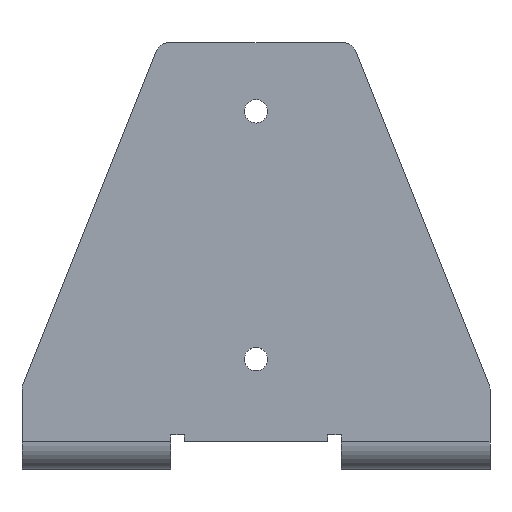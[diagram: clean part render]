
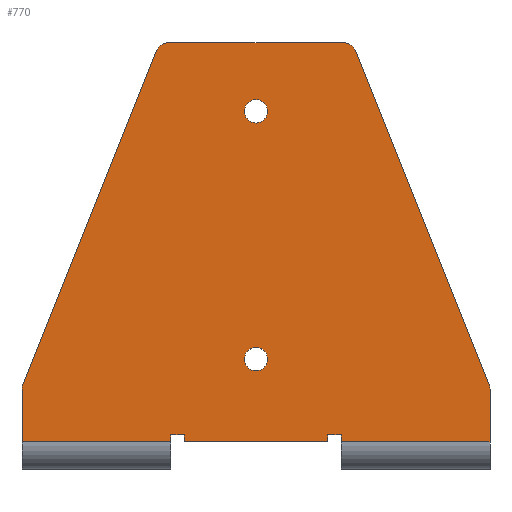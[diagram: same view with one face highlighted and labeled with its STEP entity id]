
A CAD part, top view. The second image highlights one B-rep face of the part: STEP entity #770.
In plain terms, the highlighted planar face has unit normal (0, 0, 1).
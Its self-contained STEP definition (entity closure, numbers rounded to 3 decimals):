
#15=FACE_BOUND('',#97,.T.);
#16=FACE_BOUND('',#98,.T.);
#23=PLANE('',#836);
#52=FACE_OUTER_BOUND('',#96,.T.);
#96=EDGE_LOOP('',(#529,#530,#531,#532,#533,#534,#535,#536,#537,#538,#539,
#540,#541,#542,#543,#544,#545,#546));
#97=EDGE_LOOP('',(#547,#548));
#98=EDGE_LOOP('',(#549,#550));
#149=LINE('',#1165,#227);
#150=LINE('',#1169,#228);
#151=LINE('',#1173,#229);
#152=LINE('',#1177,#230);
#153=LINE('',#1179,#231);
#154=LINE('',#1181,#232);
#155=LINE('',#1183,#233);
#156=LINE('',#1185,#234);
#157=LINE('',#1187,#235);
#158=LINE('',#1189,#236);
#159=LINE('',#1191,#237);
#160=LINE('',#1193,#238);
#161=LINE('',#1195,#239);
#162=LINE('',#1196,#240);
#227=VECTOR('',#925,10.);
#228=VECTOR('',#928,10.);
#229=VECTOR('',#931,10.);
#230=VECTOR('',#934,10.);
#231=VECTOR('',#935,10.);
#232=VECTOR('',#936,10.);
#233=VECTOR('',#937,10.);
#234=VECTOR('',#938,10.);
#235=VECTOR('',#939,10.);
#236=VECTOR('',#940,10.);
#237=VECTOR('',#941,10.);
#238=VECTOR('',#942,10.);
#239=VECTOR('',#943,10.);
#240=VECTOR('',#944,10.);
#303=CIRCLE('',#834,5.);
#305=CIRCLE('',#837,5.);
#306=CIRCLE('',#838,5.);
#307=CIRCLE('',#839,5.);
#308=CIRCLE('',#840,4.25);
#309=CIRCLE('',#841,4.25);
#310=CIRCLE('',#842,4.25);
#311=CIRCLE('',#843,4.25);
#339=VERTEX_POINT('',#1155);
#340=VERTEX_POINT('',#1156);
#343=VERTEX_POINT('',#1164);
#344=VERTEX_POINT('',#1166);
#345=VERTEX_POINT('',#1168);
#346=VERTEX_POINT('',#1170);
#347=VERTEX_POINT('',#1172);
#348=VERTEX_POINT('',#1174);
#349=VERTEX_POINT('',#1176);
#350=VERTEX_POINT('',#1178);
#351=VERTEX_POINT('',#1180);
#352=VERTEX_POINT('',#1182);
#353=VERTEX_POINT('',#1184);
#354=VERTEX_POINT('',#1186);
#355=VERTEX_POINT('',#1188);
#356=VERTEX_POINT('',#1190);
#357=VERTEX_POINT('',#1192);
#358=VERTEX_POINT('',#1194);
#359=VERTEX_POINT('',#1197);
#360=VERTEX_POINT('',#1198);
#361=VERTEX_POINT('',#1201);
#362=VERTEX_POINT('',#1202);
#411=EDGE_CURVE('',#339,#340,#303,.T.);
#415=EDGE_CURVE('',#339,#343,#149,.T.);
#416=EDGE_CURVE('',#344,#343,#305,.T.);
#417=EDGE_CURVE('',#345,#344,#150,.T.);
#418=EDGE_CURVE('',#346,#345,#306,.T.);
#419=EDGE_CURVE('',#346,#347,#151,.T.);
#420=EDGE_CURVE('',#348,#347,#307,.T.);
#421=EDGE_CURVE('',#349,#348,#152,.T.);
#422=EDGE_CURVE('',#350,#349,#153,.T.);
#423=EDGE_CURVE('',#350,#351,#154,.T.);
#424=EDGE_CURVE('',#351,#352,#155,.T.);
#425=EDGE_CURVE('',#352,#353,#156,.T.);
#426=EDGE_CURVE('',#354,#353,#157,.T.);
#427=EDGE_CURVE('',#354,#355,#158,.T.);
#428=EDGE_CURVE('',#355,#356,#159,.T.);
#429=EDGE_CURVE('',#356,#357,#160,.T.);
#430=EDGE_CURVE('',#358,#357,#161,.T.);
#431=EDGE_CURVE('',#340,#358,#162,.T.);
#432=EDGE_CURVE('',#359,#360,#308,.T.);
#433=EDGE_CURVE('',#360,#359,#309,.T.);
#434=EDGE_CURVE('',#361,#362,#310,.T.);
#435=EDGE_CURVE('',#362,#361,#311,.T.);
#529=ORIENTED_EDGE('',*,*,#411,.F.);
#530=ORIENTED_EDGE('',*,*,#415,.T.);
#531=ORIENTED_EDGE('',*,*,#416,.F.);
#532=ORIENTED_EDGE('',*,*,#417,.F.);
#533=ORIENTED_EDGE('',*,*,#418,.F.);
#534=ORIENTED_EDGE('',*,*,#419,.T.);
#535=ORIENTED_EDGE('',*,*,#420,.F.);
#536=ORIENTED_EDGE('',*,*,#421,.F.);
#537=ORIENTED_EDGE('',*,*,#422,.F.);
#538=ORIENTED_EDGE('',*,*,#423,.T.);
#539=ORIENTED_EDGE('',*,*,#424,.T.);
#540=ORIENTED_EDGE('',*,*,#425,.T.);
#541=ORIENTED_EDGE('',*,*,#426,.F.);
#542=ORIENTED_EDGE('',*,*,#427,.T.);
#543=ORIENTED_EDGE('',*,*,#428,.T.);
#544=ORIENTED_EDGE('',*,*,#429,.T.);
#545=ORIENTED_EDGE('',*,*,#430,.F.);
#546=ORIENTED_EDGE('',*,*,#431,.F.);
#547=ORIENTED_EDGE('',*,*,#432,.T.);
#548=ORIENTED_EDGE('',*,*,#433,.T.);
#549=ORIENTED_EDGE('',*,*,#434,.T.);
#550=ORIENTED_EDGE('',*,*,#435,.T.);
#770=ADVANCED_FACE('',(#52,#15,#16),#23,.T.);
#834=AXIS2_PLACEMENT_3D('',#1157,#917,#918);
#836=AXIS2_PLACEMENT_3D('',#1163,#923,#924);
#837=AXIS2_PLACEMENT_3D('',#1167,#926,#927);
#838=AXIS2_PLACEMENT_3D('',#1171,#929,#930);
#839=AXIS2_PLACEMENT_3D('',#1175,#932,#933);
#840=AXIS2_PLACEMENT_3D('',#1199,#945,#946);
#841=AXIS2_PLACEMENT_3D('',#1200,#947,#948);
#842=AXIS2_PLACEMENT_3D('',#1203,#949,#950);
#843=AXIS2_PLACEMENT_3D('',#1204,#951,#952);
#917=DIRECTION('center_axis',(0.,0.,-1.));
#918=DIRECTION('ref_axis',(0.982,0.189,0.));
#923=DIRECTION('center_axis',(0.,0.,1.));
#924=DIRECTION('ref_axis',(1.,0.,0.));
#925=DIRECTION('',(-0.371,0.928,0.));
#926=DIRECTION('center_axis',(0.,0.,-1.));
#927=DIRECTION('ref_axis',(0.561,0.828,0.));
#928=DIRECTION('',(1.,0.,0.));
#929=DIRECTION('center_axis',(0.,0.,-1.));
#930=DIRECTION('ref_axis',(-0.561,0.828,0.));
#931=DIRECTION('',(-0.371,-0.928,0.));
#932=DIRECTION('center_axis',(0.,0.,-1.));
#933=DIRECTION('ref_axis',(-0.982,0.189,0.));
#934=DIRECTION('',(0.,1.,0.));
#935=DIRECTION('',(-1.,0.,0.));
#936=DIRECTION('',(0.,1.,0.));
#937=DIRECTION('',(1.,0.,0.));
#938=DIRECTION('',(0.,-1.,0.));
#939=DIRECTION('',(-1.,0.,0.));
#940=DIRECTION('',(0.,1.,0.));
#941=DIRECTION('',(1.,0.,0.));
#942=DIRECTION('',(0.,-1.,0.));
#943=DIRECTION('',(-1.,0.,0.));
#944=DIRECTION('',(0.,-1.,0.));
#945=DIRECTION('center_axis',(0.,0.,-1.));
#946=DIRECTION('ref_axis',(1.,0.,0.));
#947=DIRECTION('center_axis',(0.,0.,-1.));
#948=DIRECTION('ref_axis',(1.,0.,0.));
#949=DIRECTION('center_axis',(0.,0.,-1.));
#950=DIRECTION('ref_axis',(1.,0.,0.));
#951=DIRECTION('center_axis',(0.,0.,-1.));
#952=DIRECTION('ref_axis',(1.,0.,0.));
#1155=CARTESIAN_POINT('',(84.642,-51.606,5.));
#1156=CARTESIAN_POINT('',(85.,-53.463,5.));
#1157=CARTESIAN_POINT('Origin',(80.,-53.463,5.));
#1163=CARTESIAN_POINT('Origin',(0.,0.,5.));
#1164=CARTESIAN_POINT('',(36.257,69.357,5.));
#1165=CARTESIAN_POINT('',(70.086,-15.216,5.));
#1166=CARTESIAN_POINT('',(31.615,72.5,5.));
#1167=CARTESIAN_POINT('Origin',(31.615,67.5,5.));
#1168=CARTESIAN_POINT('',(-31.615,72.5,5.));
#1169=CARTESIAN_POINT('',(-85.,72.5,5.));
#1170=CARTESIAN_POINT('',(-36.257,69.357,5.));
#1171=CARTESIAN_POINT('Origin',(-31.615,67.5,5.));
#1172=CARTESIAN_POINT('',(-84.642,-51.606,5.));
#1173=CARTESIAN_POINT('',(-45.086,47.284,5.));
#1174=CARTESIAN_POINT('',(-85.,-53.463,5.));
#1175=CARTESIAN_POINT('Origin',(-80.,-53.463,5.));
#1176=CARTESIAN_POINT('',(-85.,-72.5,5.));
#1177=CARTESIAN_POINT('',(-85.,-72.5,5.));
#1178=CARTESIAN_POINT('',(-31.,-72.5,5.));
#1179=CARTESIAN_POINT('',(85.,-72.5,5.));
#1180=CARTESIAN_POINT('',(-31.,-70.,5.));
#1181=CARTESIAN_POINT('',(-31.,-36.25,5.));
#1182=CARTESIAN_POINT('',(-26.,-70.,5.));
#1183=CARTESIAN_POINT('',(-15.5,-70.,5.));
#1184=CARTESIAN_POINT('',(-26.,-72.5,5.));
#1185=CARTESIAN_POINT('',(-26.,-35.,5.));
#1186=CARTESIAN_POINT('',(26.,-72.5,5.));
#1187=CARTESIAN_POINT('',(85.,-72.5,5.));
#1188=CARTESIAN_POINT('',(26.,-70.,5.));
#1189=CARTESIAN_POINT('',(26.,-36.25,5.));
#1190=CARTESIAN_POINT('',(31.,-70.,5.));
#1191=CARTESIAN_POINT('',(13.,-70.,5.));
#1192=CARTESIAN_POINT('',(31.,-72.5,5.));
#1193=CARTESIAN_POINT('',(31.,-35.,5.));
#1194=CARTESIAN_POINT('',(85.,-72.5,5.));
#1195=CARTESIAN_POINT('',(85.,-72.5,5.));
#1196=CARTESIAN_POINT('',(85.,72.5,5.));
#1197=CARTESIAN_POINT('',(4.25,47.5,5.));
#1198=CARTESIAN_POINT('',(-4.25,47.5,5.));
#1199=CARTESIAN_POINT('Origin',(0.,47.5,5.));
#1200=CARTESIAN_POINT('Origin',(0.,47.5,5.));
#1201=CARTESIAN_POINT('',(4.25,-42.5,5.));
#1202=CARTESIAN_POINT('',(-4.25,-42.5,5.));
#1203=CARTESIAN_POINT('Origin',(0.,-42.5,5.));
#1204=CARTESIAN_POINT('Origin',(0.,-42.5,5.));
